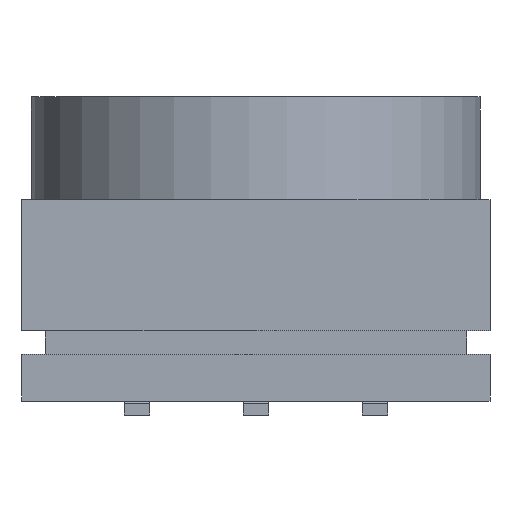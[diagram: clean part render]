
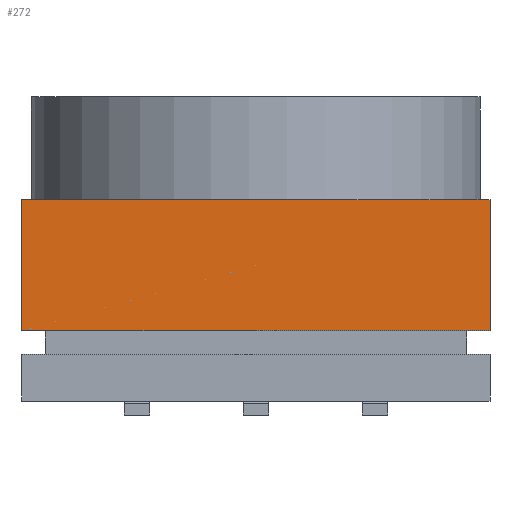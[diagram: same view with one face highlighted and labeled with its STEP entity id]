
A CAD part, left-side view. The second image highlights one B-rep face of the part: STEP entity #272.
In plain terms, the highlighted planar face has unit normal (-1, 0, 0).
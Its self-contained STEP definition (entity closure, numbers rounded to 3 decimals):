
#272 = ADVANCED_FACE( '', ( #761 ), #762, .F. );
#761 = FACE_OUTER_BOUND( '', #1510, .T. );
#762 = PLANE( '', #1511 );
#1510 = EDGE_LOOP( '', ( #2372, #2373, #2374, #2375 ) );
#1511 = AXIS2_PLACEMENT_3D( '', #2376, #2377, #2378 );
#2372 = ORIENTED_EDGE( '', *, *, #4839, .F. );
#2373 = ORIENTED_EDGE( '', *, *, #4840, .T. );
#2374 = ORIENTED_EDGE( '', *, *, #4841, .T. );
#2375 = ORIENTED_EDGE( '', *, *, #4842, .F. );
#2376 = CARTESIAN_POINT( '', ( -5., 5., 5. ) );
#2377 = DIRECTION( '', ( 1., 0., 0. ) );
#2378 = DIRECTION( '', ( 0., 0., -1. ) );
#4839 = EDGE_CURVE( '', #5674, #5675, #5676, .T. );
#4840 = EDGE_CURVE( '', #5674, #5677, #5678, .T. );
#4841 = EDGE_CURVE( '', #5677, #5679, #5680, .T. );
#4842 = EDGE_CURVE( '', #5675, #5679, #5681, .T. );
#5674 = VERTEX_POINT( '', #6984 );
#5675 = VERTEX_POINT( '', #6985 );
#5676 = LINE( '', #6986, #6987 );
#5677 = VERTEX_POINT( '', #6988 );
#5678 = LINE( '', #6989, #6990 );
#5679 = VERTEX_POINT( '', #6991 );
#5680 = LINE( '', #6992, #6993 );
#5681 = LINE( '', #6994, #6995 );
#6984 = CARTESIAN_POINT( '', ( -5., 5., 2.8 ) );
#6985 = CARTESIAN_POINT( '', ( -5., -5., 2.8 ) );
#6986 = CARTESIAN_POINT( '', ( -5., 5., 2.8 ) );
#6987 = VECTOR( '', #9566, 1000. );
#6988 = CARTESIAN_POINT( '', ( -5., 5., 0. ) );
#6989 = CARTESIAN_POINT( '', ( -5., 5., 5. ) );
#6990 = VECTOR( '', #9567, 1000. );
#6991 = CARTESIAN_POINT( '', ( -5., -5., 0. ) );
#6992 = CARTESIAN_POINT( '', ( -5., 5., 0. ) );
#6993 = VECTOR( '', #9568, 1000. );
#6994 = CARTESIAN_POINT( '', ( -5., -5., 5. ) );
#6995 = VECTOR( '', #9569, 1000. );
#9566 = DIRECTION( '', ( 0., -1., 0. ) );
#9567 = DIRECTION( '', ( 0., 0., -1. ) );
#9568 = DIRECTION( '', ( 0., -1., 0. ) );
#9569 = DIRECTION( '', ( 0., 0., -1. ) );
